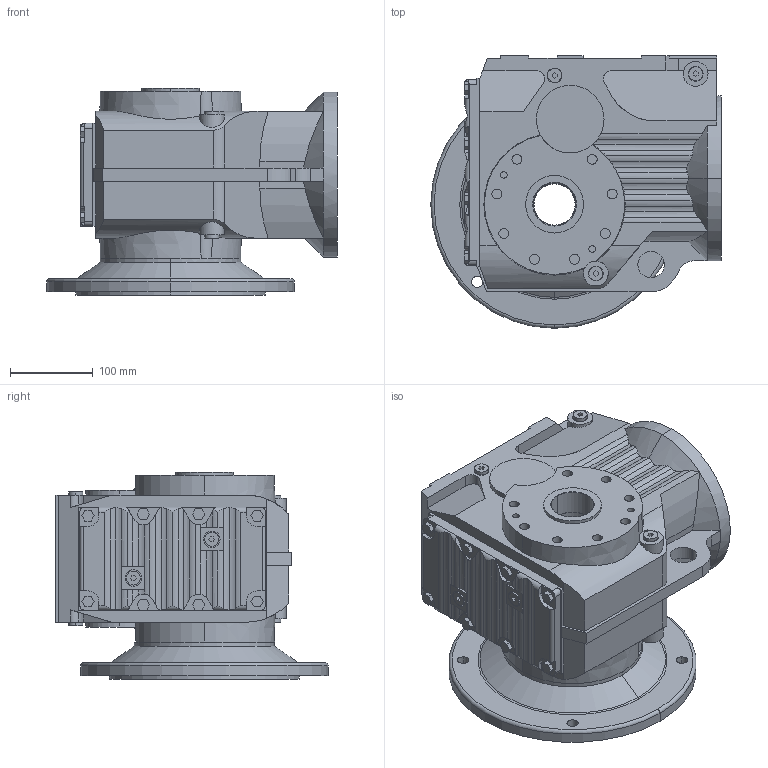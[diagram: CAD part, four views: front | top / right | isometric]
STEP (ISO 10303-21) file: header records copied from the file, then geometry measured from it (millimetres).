
FILE_DESCRIPTION(('STEP AP214'),'1');
FILE_NAME('cctmp_9C2F7225-617D-441A-BB69-A8B7327BF4DD_2022_06_25_15_31_43_0176..stp','2022-06-25T13:31:43',('SEW-EURODRIVE GmbH & Co KG'),('CADClick - www.CADClick.com'),'Spatial InterOp 3D postprocessed',' ','unknown authorization');
FILE_SCHEMA(('AUTOMOTIVE_DESIGN'));
Length unit declared in the file: millimetre
Products named in the file (1): 2022_06_25_15_31_43_0160
Bounding box: 352 x 330 x 252 mm (x, y, z)
Volume: 14100409.5 mm3; surface area: 596418.9 mm2
Topology: 1 solids, 12 shells, 667 faces, 1670 edges, 1092 vertices
Faces by surface type: plane 383, cylinder 254, cone 22, torus 4, bspline 4
Entity records: 23952 total; most frequent: CARTESIAN_POINT 6088, ORIENTED_EDGE 3332, DIRECTION 3170, EDGE_CURVE 1666, VERTEX_POINT 1092, AXIS2_PLACEMENT_3D 1066, LINE 1038, VECTOR 1038
